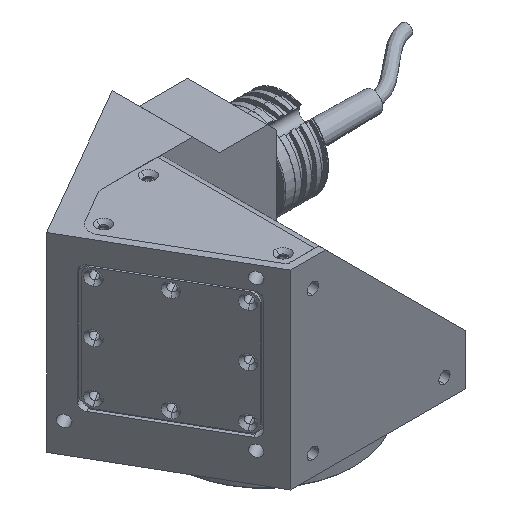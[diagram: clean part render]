
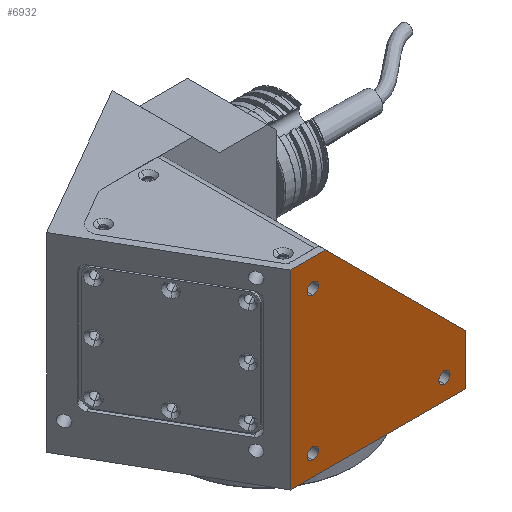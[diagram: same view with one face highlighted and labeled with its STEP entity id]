
A CAD part, isometric view. The second image highlights one B-rep face of the part: STEP entity #6932.
In plain terms, the highlighted planar face has unit normal (0, -1, 0).
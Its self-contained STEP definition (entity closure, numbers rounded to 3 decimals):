
#82 = DIRECTION ( 'NONE',  ( 1., 0., 0. ) ) ;
#449 = ORIENTED_EDGE ( 'NONE', *, *, #5775, .F. ) ;
#466 = EDGE_CURVE ( 'NONE', #9031, #8532, #3194, .T. ) ;
#470 = DIRECTION ( 'NONE',  ( 1., 0., 0. ) ) ;
#665 = ORIENTED_EDGE ( 'NONE', *, *, #16194, .T. ) ;
#1029 = DIRECTION ( 'NONE',  ( 0., -1., 0. ) ) ;
#1030 = DIRECTION ( 'NONE',  ( 0., 0., -1. ) ) ;
#1120 = EDGE_CURVE ( 'NONE', #5898, #14800, #12700, .T. ) ;
#1129 = VECTOR ( 'NONE', #9884, 1000. ) ;
#1140 = VECTOR ( 'NONE', #9424, 1000. ) ;
#1207 = CARTESIAN_POINT ( 'NONE',  ( -16.787, -44., 251.355 ) ) ;
#1416 = CARTESIAN_POINT ( 'NONE',  ( -32.304, -44., 167.355 ) ) ;
#1586 = ORIENTED_EDGE ( 'NONE', *, *, #6889, .F. ) ;
#1685 = ORIENTED_EDGE ( 'NONE', *, *, #1120, .T. ) ;
#1926 = ORIENTED_EDGE ( 'NONE', *, *, #466, .F. ) ;
#2311 = VERTEX_POINT ( 'NONE', #2465 ) ;
#2322 = FACE_BOUND ( 'NONE', #12140, .T. ) ;
#2465 = CARTESIAN_POINT ( 'NONE',  ( -22.304, -44., 236.855 ) ) ;
#2740 = CARTESIAN_POINT ( 'NONE',  ( 35.696, -44., 176.355 ) ) ;
#3059 = CIRCLE ( 'NONE', #11819, 2.5 ) ;
#3103 = CARTESIAN_POINT ( 'NONE',  ( 45., -44., 251.355 ) ) ;
#3194 = CIRCLE ( 'NONE', #10379, 2.5 ) ;
#3208 = CARTESIAN_POINT ( 'NONE',  ( -22.304, -44., 241.855 ) ) ;
#3209 = CARTESIAN_POINT ( 'NONE',  ( -22.304, -44., 176.355 ) ) ;
#3222 = EDGE_LOOP ( 'NONE', ( #3639, #1926 ) ) ;
#3639 = ORIENTED_EDGE ( 'NONE', *, *, #13141, .F. ) ;
#3706 = CARTESIAN_POINT ( 'NONE',  ( 35.696, -44., 173.855 ) ) ;
#3761 = AXIS2_PLACEMENT_3D ( 'NONE', #9064, #1029, #10391 ) ;
#3918 = CARTESIAN_POINT ( 'NONE',  ( -22.304, -44., 239.355 ) ) ;
#4038 = CARTESIAN_POINT ( 'NONE',  ( 45., -44., 167.355 ) ) ;
#4345 = LINE ( 'NONE', #1207, #7506 ) ;
#4536 = DIRECTION ( 'NONE',  ( 0., 0., -1. ) ) ;
#4573 = CIRCLE ( 'NONE', #10541, 2.5 ) ;
#4659 = EDGE_CURVE ( 'NONE', #6452, #7857, #4573, .T. ) ;
#4886 = DIRECTION ( 'NONE',  ( 0., -1., 0. ) ) ;
#5260 = DIRECTION ( 'NONE',  ( 0., 0., -1. ) ) ;
#5477 = FACE_OUTER_BOUND ( 'NONE', #11088, .T. ) ;
#5775 = EDGE_CURVE ( 'NONE', #2311, #10818, #9326, .T. ) ;
#5898 = VERTEX_POINT ( 'NONE', #1416 ) ;
#5919 = AXIS2_PLACEMENT_3D ( 'NONE', #16990, #9065, #1030 ) ;
#6219 = CARTESIAN_POINT ( 'NONE',  ( 35.696, -44., 178.855 ) ) ;
#6421 = PLANE ( 'NONE',  #14822 ) ;
#6452 = VERTEX_POINT ( 'NONE', #13442 ) ;
#6832 = ORIENTED_EDGE ( 'NONE', *, *, #8210, .F. ) ;
#6889 = EDGE_CURVE ( 'NONE', #10818, #2311, #9443, .T. ) ;
#6932 = ADVANCED_FACE ( 'NONE', ( #2322, #12553, #12975, #5477 ), #6421, .T. ) ;
#7128 = ORIENTED_EDGE ( 'NONE', *, *, #4659, .F. ) ;
#7255 = DIRECTION ( 'NONE',  ( 0., 0., -1. ) ) ;
#7506 = VECTOR ( 'NONE', #10569, 1000. ) ;
#7857 = VERTEX_POINT ( 'NONE', #15095 ) ;
#7889 = AXIS2_PLACEMENT_3D ( 'NONE', #3918, #13222, #5260 ) ;
#8062 = DIRECTION ( 'NONE',  ( 0., -1., 0. ) ) ;
#8069 = ORIENTED_EDGE ( 'NONE', *, *, #16423, .F. ) ;
#8210 = EDGE_CURVE ( 'NONE', #13375, #12356, #4345, .T. ) ;
#8259 = LINE ( 'NONE', #8544, #1129 ) ;
#8279 = LINE ( 'NONE', #10635, #1140 ) ;
#8532 = VERTEX_POINT ( 'NONE', #3706 ) ;
#8544 = CARTESIAN_POINT ( 'NONE',  ( -32.304, -44., 157.355 ) ) ;
#8686 = DIRECTION ( 'NONE',  ( 1., 0., 0. ) ) ;
#9031 = VERTEX_POINT ( 'NONE', #6219 ) ;
#9064 = CARTESIAN_POINT ( 'NONE',  ( 35.696, -44., 176.355 ) ) ;
#9065 = DIRECTION ( 'NONE',  ( 0., -1., 0. ) ) ;
#9256 = DIRECTION ( 'NONE',  ( 0., -1., 0. ) ) ;
#9326 = CIRCLE ( 'NONE', #7889, 2.5 ) ;
#9424 = DIRECTION ( 'NONE',  ( 0., 0., 1. ) ) ;
#9443 = CIRCLE ( 'NONE', #5919, 2.5 ) ;
#9501 = EDGE_LOOP ( 'NONE', ( #7128, #10703 ) ) ;
#9884 = DIRECTION ( 'NONE',  ( 0., 0., 1. ) ) ;
#10379 = AXIS2_PLACEMENT_3D ( 'NONE', #2740, #9256, #7255 ) ;
#10391 = DIRECTION ( 'NONE',  ( 0., 0., -1. ) ) ;
#10541 = AXIS2_PLACEMENT_3D ( 'NONE', #12842, #4886, #14184 ) ;
#10569 = DIRECTION ( 'NONE',  ( 0.707, 0., -0.707 ) ) ;
#10624 = CIRCLE ( 'NONE', #3761, 2.5 ) ;
#10635 = CARTESIAN_POINT ( 'NONE',  ( 45., -44., 157.355 ) ) ;
#10703 = ORIENTED_EDGE ( 'NONE', *, *, #14097, .F. ) ;
#10818 = VERTEX_POINT ( 'NONE', #3208 ) ;
#11088 = EDGE_LOOP ( 'NONE', ( #6832, #15394, #8069, #1685, #665 ) ) ;
#11097 = VECTOR ( 'NONE', #470, 1000. ) ;
#11534 = CARTESIAN_POINT ( 'NONE',  ( -32.304, -44., 251.355 ) ) ;
#11819 = AXIS2_PLACEMENT_3D ( 'NONE', #3209, #12506, #4536 ) ;
#11866 = EDGE_CURVE ( 'NONE', #15531, #13375, #14607, .T. ) ;
#12140 = EDGE_LOOP ( 'NONE', ( #449, #1586 ) ) ;
#12239 = CARTESIAN_POINT ( 'NONE',  ( -16.787, -44., 251.355 ) ) ;
#12356 = VERTEX_POINT ( 'NONE', #15868 ) ;
#12506 = DIRECTION ( 'NONE',  ( 0., -1., 0. ) ) ;
#12553 = FACE_BOUND ( 'NONE', #3222, .T. ) ;
#12700 = LINE ( 'NONE', #16899, #16209 ) ;
#12842 = CARTESIAN_POINT ( 'NONE',  ( -22.304, -44., 176.355 ) ) ;
#12975 = FACE_BOUND ( 'NONE', #9501, .T. ) ;
#13141 = EDGE_CURVE ( 'NONE', #8532, #9031, #10624, .T. ) ;
#13222 = DIRECTION ( 'NONE',  ( 0., -1., 0. ) ) ;
#13375 = VERTEX_POINT ( 'NONE', #12239 ) ;
#13442 = CARTESIAN_POINT ( 'NONE',  ( -22.304, -44., 173.855 ) ) ;
#14097 = EDGE_CURVE ( 'NONE', #7857, #6452, #3059, .T. ) ;
#14184 = DIRECTION ( 'NONE',  ( 0., 0., -1. ) ) ;
#14607 = LINE ( 'NONE', #3103, #11097 ) ;
#14800 = VERTEX_POINT ( 'NONE', #4038 ) ;
#14822 = AXIS2_PLACEMENT_3D ( 'NONE', #16007, #8062, #82 ) ;
#15095 = CARTESIAN_POINT ( 'NONE',  ( -22.304, -44., 178.855 ) ) ;
#15394 = ORIENTED_EDGE ( 'NONE', *, *, #11866, .F. ) ;
#15531 = VERTEX_POINT ( 'NONE', #11534 ) ;
#15868 = CARTESIAN_POINT ( 'NONE',  ( 45., -44., 189.568 ) ) ;
#16007 = CARTESIAN_POINT ( 'NONE',  ( 45., -44., 157.355 ) ) ;
#16194 = EDGE_CURVE ( 'NONE', #14800, #12356, #8279, .T. ) ;
#16209 = VECTOR ( 'NONE', #8686, 1000. ) ;
#16423 = EDGE_CURVE ( 'NONE', #5898, #15531, #8259, .T. ) ;
#16899 = CARTESIAN_POINT ( 'NONE',  ( 45., -44., 167.355 ) ) ;
#16990 = CARTESIAN_POINT ( 'NONE',  ( -22.304, -44., 239.355 ) ) ;
